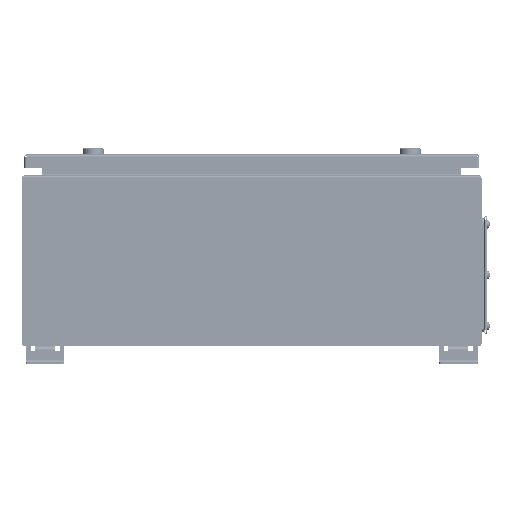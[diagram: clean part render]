
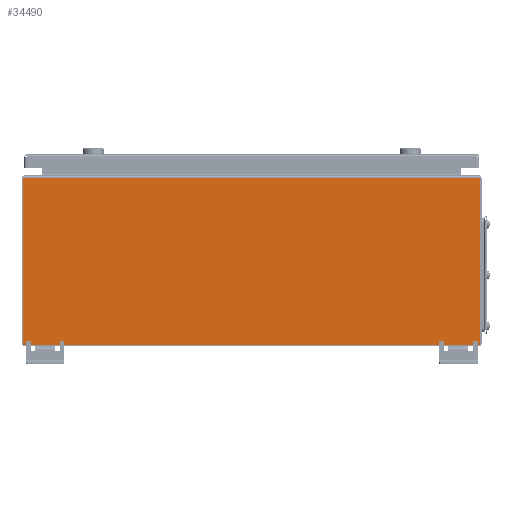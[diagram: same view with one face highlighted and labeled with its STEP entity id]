
A CAD part, left-side view. The second image highlights one B-rep face of the part: STEP entity #34490.
In plain terms, the highlighted planar face has unit normal (-1, 0, 0).
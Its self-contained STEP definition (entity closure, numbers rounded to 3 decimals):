
#3932 = CARTESIAN_POINT ( 'NONE',  ( -1.5, 297., -111.5 ) ) ;
#4925 = EDGE_CURVE ( 'NONE', #28284, #71305, #70943, .T. ) ;
#5893 = ORIENTED_EDGE ( 'NONE', *, *, #25985, .F. ) ;
#6965 = CIRCLE ( 'NONE', #31749, 3. ) ;
#8460 = CARTESIAN_POINT ( 'NONE',  ( -1.5, -300., 108.5 ) ) ;
#11967 = DIRECTION ( 'NONE',  ( 0., 0., 1. ) ) ;
#13338 = VERTEX_POINT ( 'NONE', #3932 ) ;
#14614 = VECTOR ( 'NONE', #69464, 1000. ) ;
#17184 = AXIS2_PLACEMENT_3D ( 'NONE', #52351, #48107, #58585 ) ;
#18574 = EDGE_CURVE ( 'NONE', #42750, #36768, #6965, .T. ) ;
#19685 = VERTEX_POINT ( 'NONE', #8460 ) ;
#22126 = CARTESIAN_POINT ( 'NONE',  ( -1.5, -300., -111.5 ) ) ;
#23165 = ORIENTED_EDGE ( 'NONE', *, *, #4925, .F. ) ;
#24901 = EDGE_CURVE ( 'NONE', #19685, #36768, #40552, .T. ) ;
#25985 = EDGE_CURVE ( 'NONE', #42750, #13338, #64811, .T. ) ;
#28079 = CARTESIAN_POINT ( 'NONE',  ( -1.5, -300., 108.5 ) ) ;
#28284 = VERTEX_POINT ( 'NONE', #57769 ) ;
#30235 = DIRECTION ( 'NONE',  ( -1., 0., 0. ) ) ;
#30911 = EDGE_CURVE ( 'NONE', #19685, #71305, #34276, .T. ) ;
#31749 = AXIS2_PLACEMENT_3D ( 'NONE', #66312, #30235, #67068 ) ;
#33895 = DIRECTION ( 'NONE',  ( 0., 1., 0. ) ) ;
#34276 = LINE ( 'NONE', #28079, #48428 ) ;
#34490 = ADVANCED_FACE ( 'NONE', ( #55144 ), #73746, .T. ) ;
#34931 = ORIENTED_EDGE ( 'NONE', *, *, #30911, .T. ) ;
#36768 = VERTEX_POINT ( 'NONE', #53222 ) ;
#37974 = VECTOR ( 'NONE', #76629, 1000. ) ;
#40552 = LINE ( 'NONE', #70429, #37974 ) ;
#41459 = CARTESIAN_POINT ( 'NONE',  ( -1.5, 300., 111.5 ) ) ;
#42750 = VERTEX_POINT ( 'NONE', #73798 ) ;
#42767 = ORIENTED_EDGE ( 'NONE', *, *, #24901, .F. ) ;
#44288 = DIRECTION ( 'NONE',  ( -1., 0., 0. ) ) ;
#48107 = DIRECTION ( 'NONE',  ( -1., 0., 0. ) ) ;
#48428 = VECTOR ( 'NONE', #33895, 1000. ) ;
#48805 = AXIS2_PLACEMENT_3D ( 'NONE', #50844, #44288, #56703 ) ;
#50844 = CARTESIAN_POINT ( 'NONE',  ( -1.5, 0., 0. ) ) ;
#52351 = CARTESIAN_POINT ( 'NONE',  ( -1.5, 297., -108.5 ) ) ;
#53222 = CARTESIAN_POINT ( 'NONE',  ( -1.5, -300., -108.5 ) ) ;
#53363 = EDGE_LOOP ( 'NONE', ( #5893, #64618, #42767, #34931, #23165, #64691 ) ) ;
#55144 = FACE_OUTER_BOUND ( 'NONE', #53363, .T. ) ;
#56703 = DIRECTION ( 'NONE',  ( 0., 0., 1. ) ) ;
#57769 = CARTESIAN_POINT ( 'NONE',  ( -1.5, 300., -108.5 ) ) ;
#58585 = DIRECTION ( 'NONE',  ( 0., 0., 1. ) ) ;
#60974 = CARTESIAN_POINT ( 'NONE',  ( -1.5, 300., 108.5 ) ) ;
#64618 = ORIENTED_EDGE ( 'NONE', *, *, #18574, .T. ) ;
#64691 = ORIENTED_EDGE ( 'NONE', *, *, #66909, .T. ) ;
#64811 = LINE ( 'NONE', #22126, #14614 ) ;
#66312 = CARTESIAN_POINT ( 'NONE',  ( -1.5, -297., -108.5 ) ) ;
#66909 = EDGE_CURVE ( 'NONE', #28284, #13338, #74185, .T. ) ;
#67068 = DIRECTION ( 'NONE',  ( 0., 0., 1. ) ) ;
#69464 = DIRECTION ( 'NONE',  ( 0., 1., 0. ) ) ;
#70429 = CARTESIAN_POINT ( 'NONE',  ( -1.5, -300., 111.5 ) ) ;
#70943 = LINE ( 'NONE', #41459, #74918 ) ;
#71305 = VERTEX_POINT ( 'NONE', #60974 ) ;
#73746 = PLANE ( 'NONE',  #48805 ) ;
#73798 = CARTESIAN_POINT ( 'NONE',  ( -1.5, -297., -111.5 ) ) ;
#74185 = CIRCLE ( 'NONE', #17184, 3. ) ;
#74918 = VECTOR ( 'NONE', #11967, 1000. ) ;
#76629 = DIRECTION ( 'NONE',  ( 0., 0., -1. ) ) ;
